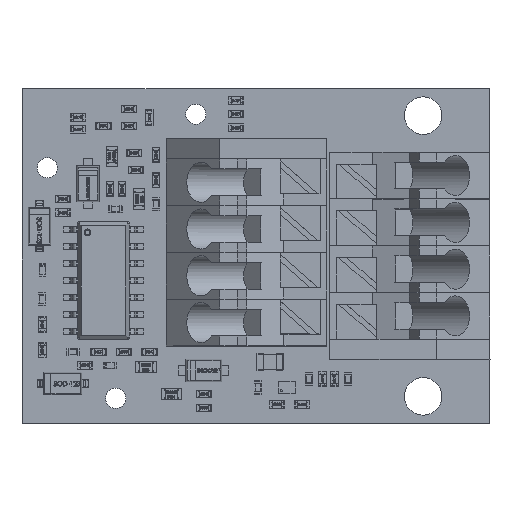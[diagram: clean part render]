
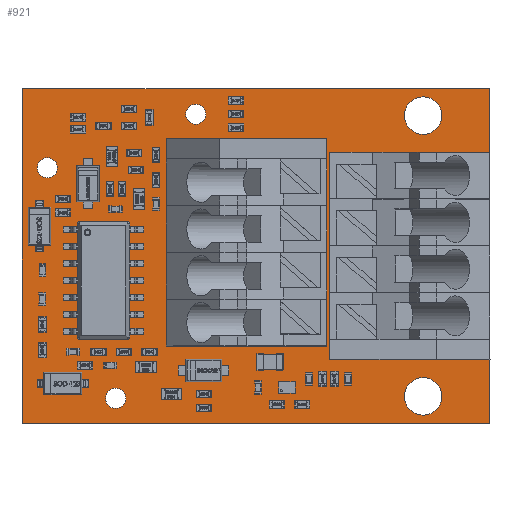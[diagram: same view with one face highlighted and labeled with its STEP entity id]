
A CAD part, top view. The second image highlights one B-rep face of the part: STEP entity #921.
In plain terms, the highlighted planar face has unit normal (0, 0, 1).
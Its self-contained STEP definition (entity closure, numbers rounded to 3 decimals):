
#260 = VERTEX_POINT('',#261);
#261 = CARTESIAN_POINT('',(0.,0.,0.284));
#267 = EDGE_CURVE('',#260,#268,#270,.T.);
#268 = VERTEX_POINT('',#269);
#269 = CARTESIAN_POINT('',(35.,0.,0.284));
#270 = LINE('',#271,#272);
#271 = CARTESIAN_POINT('',(0.,0.,0.284));
#272 = VECTOR('',#273,1.);
#273 = DIRECTION('',(1.,0.,0.));
#298 = EDGE_CURVE('',#268,#299,#301,.T.);
#299 = VERTEX_POINT('',#300);
#300 = CARTESIAN_POINT('',(35.,25.,0.284));
#301 = LINE('',#302,#303);
#302 = CARTESIAN_POINT('',(35.,0.,0.284));
#303 = VECTOR('',#304,1.);
#304 = DIRECTION('',(0.,1.,0.));
#329 = EDGE_CURVE('',#299,#330,#332,.T.);
#330 = VERTEX_POINT('',#331);
#331 = CARTESIAN_POINT('',(9.5,25.,0.284));
#332 = LINE('',#333,#334);
#333 = CARTESIAN_POINT('',(35.,25.,0.284));
#334 = VECTOR('',#335,1.);
#335 = DIRECTION('',(-1.,0.,0.));
#360 = EDGE_CURVE('',#330,#361,#363,.T.);
#361 = VERTEX_POINT('',#362);
#362 = CARTESIAN_POINT('',(1.5,25.,0.284));
#363 = LINE('',#364,#365);
#364 = CARTESIAN_POINT('',(9.5,25.,0.284));
#365 = VECTOR('',#366,1.);
#366 = DIRECTION('',(-1.,0.,0.));
#391 = EDGE_CURVE('',#361,#392,#394,.T.);
#392 = VERTEX_POINT('',#393);
#393 = CARTESIAN_POINT('',(0.,25.,0.284));
#394 = LINE('',#395,#396);
#395 = CARTESIAN_POINT('',(1.5,25.,0.284));
#396 = VECTOR('',#397,1.);
#397 = DIRECTION('',(-1.,0.,0.));
#422 = EDGE_CURVE('',#392,#260,#423,.T.);
#423 = LINE('',#424,#425);
#424 = CARTESIAN_POINT('',(0.,25.,0.284));
#425 = VECTOR('',#426,1.);
#426 = DIRECTION('',(0.,-1.,0.));
#446 = VERTEX_POINT('',#447);
#447 = CARTESIAN_POINT('',(7.75,1.85,0.284));
#453 = EDGE_CURVE('',#446,#446,#454,.T.);
#454 = CIRCLE('',#455,0.75);
#455 = AXIS2_PLACEMENT_3D('',#456,#457,#458);
#456 = CARTESIAN_POINT('',(7.,1.85,0.284));
#457 = DIRECTION('',(0.,0.,1.));
#458 = DIRECTION('',(1.,0.,0.));
#479 = VERTEX_POINT('',#480);
#480 = CARTESIAN_POINT('',(16.1,11.,0.284));
#486 = EDGE_CURVE('',#479,#479,#487,.T.);
#487 = CIRCLE('',#488,0.6);
#488 = AXIS2_PLACEMENT_3D('',#489,#490,#491);
#489 = CARTESIAN_POINT('',(15.5,11.,0.284));
#490 = DIRECTION('',(0.,0.,1.));
#491 = DIRECTION('',(1.,0.,0.));
#512 = VERTEX_POINT('',#513);
#513 = CARTESIAN_POINT('',(21.1,14.5,0.284));
#519 = EDGE_CURVE('',#512,#512,#520,.T.);
#520 = CIRCLE('',#521,0.6);
#521 = AXIS2_PLACEMENT_3D('',#522,#523,#524);
#522 = CARTESIAN_POINT('',(20.5,14.5,0.284));
#523 = DIRECTION('',(0.,0.,1.));
#524 = DIRECTION('',(1.,0.,0.));
#545 = VERTEX_POINT('',#546);
#546 = CARTESIAN_POINT('',(2.65,19.1,0.284));
#552 = EDGE_CURVE('',#545,#545,#553,.T.);
#553 = CIRCLE('',#554,0.75);
#554 = AXIS2_PLACEMENT_3D('',#555,#556,#557);
#555 = CARTESIAN_POINT('',(1.9,19.1,0.284));
#556 = DIRECTION('',(0.,0.,1.));
#557 = DIRECTION('',(1.,0.,0.));
#578 = VERTEX_POINT('',#579);
#579 = CARTESIAN_POINT('',(16.1,18.,0.284));
#585 = EDGE_CURVE('',#578,#578,#586,.T.);
#586 = CIRCLE('',#587,0.6);
#587 = AXIS2_PLACEMENT_3D('',#588,#589,#590);
#588 = CARTESIAN_POINT('',(15.5,18.,0.284));
#589 = DIRECTION('',(0.,0.,1.));
#590 = DIRECTION('',(1.,0.,0.));
#611 = VERTEX_POINT('',#612);
#612 = CARTESIAN_POINT('',(13.75,23.1,0.284));
#618 = EDGE_CURVE('',#611,#611,#619,.T.);
#619 = CIRCLE('',#620,0.75);
#620 = AXIS2_PLACEMENT_3D('',#621,#622,#623);
#621 = CARTESIAN_POINT('',(13.,23.1,0.284));
#622 = DIRECTION('',(0.,0.,1.));
#623 = DIRECTION('',(1.,0.,0.));
#644 = VERTEX_POINT('',#645);
#645 = CARTESIAN_POINT('',(21.1,7.5,0.284));
#651 = EDGE_CURVE('',#644,#644,#652,.T.);
#652 = CIRCLE('',#653,0.6);
#653 = AXIS2_PLACEMENT_3D('',#654,#655,#656);
#654 = CARTESIAN_POINT('',(20.5,7.5,0.284));
#655 = DIRECTION('',(0.,0.,1.));
#656 = DIRECTION('',(1.,0.,0.));
#677 = VERTEX_POINT('',#678);
#678 = CARTESIAN_POINT('',(31.4,2.,0.284));
#684 = EDGE_CURVE('',#677,#677,#685,.T.);
#685 = CIRCLE('',#686,1.4);
#686 = AXIS2_PLACEMENT_3D('',#687,#688,#689);
#687 = CARTESIAN_POINT('',(30.,2.,0.284));
#688 = DIRECTION('',(0.,0.,1.));
#689 = DIRECTION('',(1.,0.,0.));
#710 = VERTEX_POINT('',#711);
#711 = CARTESIAN_POINT('',(30.9,8.,0.284));
#717 = EDGE_CURVE('',#710,#710,#718,.T.);
#718 = CIRCLE('',#719,0.6);
#719 = AXIS2_PLACEMENT_3D('',#720,#721,#722);
#720 = CARTESIAN_POINT('',(30.3,8.,0.284));
#721 = DIRECTION('',(0.,0.,1.));
#722 = DIRECTION('',(1.,0.,0.));
#743 = VERTEX_POINT('',#744);
#744 = CARTESIAN_POINT('',(25.9,11.5,0.284));
#750 = EDGE_CURVE('',#743,#743,#751,.T.);
#751 = CIRCLE('',#752,0.6);
#752 = AXIS2_PLACEMENT_3D('',#753,#754,#755);
#753 = CARTESIAN_POINT('',(25.3,11.5,0.284));
#754 = DIRECTION('',(0.,0.,1.));
#755 = DIRECTION('',(1.,0.,0.));
#776 = VERTEX_POINT('',#777);
#777 = CARTESIAN_POINT('',(25.9,18.5,0.284));
#783 = EDGE_CURVE('',#776,#776,#784,.T.);
#784 = CIRCLE('',#785,0.6);
#785 = AXIS2_PLACEMENT_3D('',#786,#787,#788);
#786 = CARTESIAN_POINT('',(25.3,18.5,0.284));
#787 = DIRECTION('',(0.,0.,1.));
#788 = DIRECTION('',(1.,0.,0.));
#809 = VERTEX_POINT('',#810);
#810 = CARTESIAN_POINT('',(30.9,15.,0.284));
#816 = EDGE_CURVE('',#809,#809,#817,.T.);
#817 = CIRCLE('',#818,0.6);
#818 = AXIS2_PLACEMENT_3D('',#819,#820,#821);
#819 = CARTESIAN_POINT('',(30.3,15.,0.284));
#820 = DIRECTION('',(0.,0.,1.));
#821 = DIRECTION('',(1.,0.,0.));
#842 = VERTEX_POINT('',#843);
#843 = CARTESIAN_POINT('',(31.4,23.,0.284));
#849 = EDGE_CURVE('',#842,#842,#850,.T.);
#850 = CIRCLE('',#851,1.4);
#851 = AXIS2_PLACEMENT_3D('',#852,#853,#854);
#852 = CARTESIAN_POINT('',(30.,23.,0.284));
#853 = DIRECTION('',(0.,0.,1.));
#854 = DIRECTION('',(1.,0.,0.));
#921 = ADVANCED_FACE('',(#922,#930,#933,#936,#939,#942,#945,#948,#951,
    #954,#957,#960,#963,#966),#969,.F.);
#922 = FACE_BOUND('',#923,.T.);
#923 = EDGE_LOOP('',(#924,#925,#926,#927,#928,#929));
#924 = ORIENTED_EDGE('',*,*,#267,.T.);
#925 = ORIENTED_EDGE('',*,*,#298,.T.);
#926 = ORIENTED_EDGE('',*,*,#329,.T.);
#927 = ORIENTED_EDGE('',*,*,#360,.T.);
#928 = ORIENTED_EDGE('',*,*,#391,.T.);
#929 = ORIENTED_EDGE('',*,*,#422,.T.);
#930 = FACE_BOUND('',#931,.F.);
#931 = EDGE_LOOP('',(#932));
#932 = ORIENTED_EDGE('',*,*,#453,.T.);
#933 = FACE_BOUND('',#934,.F.);
#934 = EDGE_LOOP('',(#935));
#935 = ORIENTED_EDGE('',*,*,#486,.T.);
#936 = FACE_BOUND('',#937,.F.);
#937 = EDGE_LOOP('',(#938));
#938 = ORIENTED_EDGE('',*,*,#519,.T.);
#939 = FACE_BOUND('',#940,.F.);
#940 = EDGE_LOOP('',(#941));
#941 = ORIENTED_EDGE('',*,*,#552,.T.);
#942 = FACE_BOUND('',#943,.F.);
#943 = EDGE_LOOP('',(#944));
#944 = ORIENTED_EDGE('',*,*,#585,.T.);
#945 = FACE_BOUND('',#946,.F.);
#946 = EDGE_LOOP('',(#947));
#947 = ORIENTED_EDGE('',*,*,#618,.T.);
#948 = FACE_BOUND('',#949,.F.);
#949 = EDGE_LOOP('',(#950));
#950 = ORIENTED_EDGE('',*,*,#651,.T.);
#951 = FACE_BOUND('',#952,.F.);
#952 = EDGE_LOOP('',(#953));
#953 = ORIENTED_EDGE('',*,*,#684,.T.);
#954 = FACE_BOUND('',#955,.F.);
#955 = EDGE_LOOP('',(#956));
#956 = ORIENTED_EDGE('',*,*,#717,.T.);
#957 = FACE_BOUND('',#958,.F.);
#958 = EDGE_LOOP('',(#959));
#959 = ORIENTED_EDGE('',*,*,#750,.T.);
#960 = FACE_BOUND('',#961,.F.);
#961 = EDGE_LOOP('',(#962));
#962 = ORIENTED_EDGE('',*,*,#783,.T.);
#963 = FACE_BOUND('',#964,.F.);
#964 = EDGE_LOOP('',(#965));
#965 = ORIENTED_EDGE('',*,*,#816,.T.);
#966 = FACE_BOUND('',#967,.F.);
#967 = EDGE_LOOP('',(#968));
#968 = ORIENTED_EDGE('',*,*,#849,.T.);
#969 = PLANE('',#970);
#970 = AXIS2_PLACEMENT_3D('',#971,#972,#973);
#971 = CARTESIAN_POINT('',(0.,0.,0.284));
#972 = DIRECTION('',(0.,0.,-1.));
#973 = DIRECTION('',(-1.,0.,0.));
